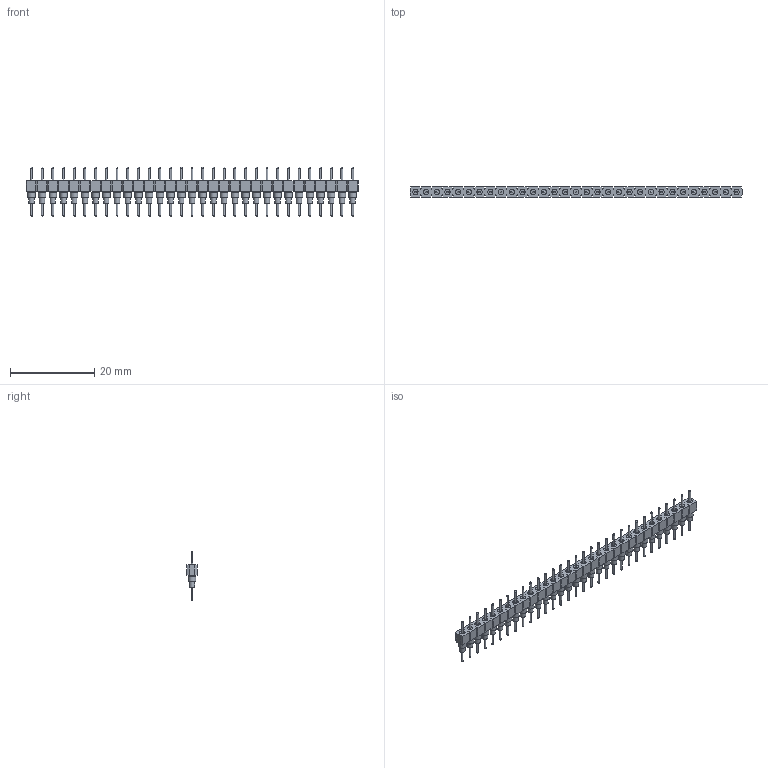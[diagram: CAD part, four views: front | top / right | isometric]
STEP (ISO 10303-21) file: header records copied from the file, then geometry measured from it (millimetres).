
FILE_DESCRIPTION(('FreeCAD Model'),'2;1');
FILE_NAME('Open CASCADE Shape Model','2025-01-12T11:49:40',(''),(''), 'Open CASCADE STEP processor 7.8','FreeCAD','Unknown');
FILE_SCHEMA(('AUTOMOTIVE_DESIGN { 1 0 10303 214 1 1 1 1 }'));
Length unit declared in the file: millimetre
Products named in the file (32): BBS-131-G-A_pins030; BBS-131-G-A_socket; BBS-131-G-A_pins; BBS-131-G-A_pins001; BBS-131-G-A_pins002; BBS-131-G-A_pins003; BBS-131-G-A_pins004; BBS-131-G-A_pins005; BBS-131-G-A_pins006; BBS-131-G-A_pins007; BBS-131-G-A_pins008; BBS-131-G-A_pins009; BBS-131-G-A_pins010; BBS-131-G-A_pins011; BBS-131-G-A_pins012; BBS-131-G-A_pins013; BBS-131-G-A_pins014; BBS-131-G-A_pins015; BBS-131-G-A_pins016; BBS-131-G-A_pins017; BBS-131-G-A_pins018; BBS-131-G-A_pins019; BBS-131-G-A_pins020; BBS-131-G-A_pins021; BBS-131-G-A_pins022; BBS-131-G-A_pins023; BBS-131-G-A_pins024; BBS-131-G-A_pins025; BBS-131-G-A_pins026; BBS-131-G-A_pins027; BBS-131-G-A_pins028; BBS-131-G-A_pins029
Bounding box: 78.74 x 2.44 x 11.68 mm (x, y, z)
Volume: 657.2 mm3; surface area: 2308.7 mm2
Topology: 32 solids, 32 shells, 562 faces, 1339 edges, 903 vertices
Faces by surface type: plane 314, cylinder 186, sphere 62
Full cylindrical faces by diameter (mm): 0.457 x62, 1.27 x93, 1.778 x31
Entity records: 16790 total; most frequent: CARTESIAN_POINT 3239, DIRECTION 2620, ORIENTED_EDGE 2554, EDGE_CURVE 1277, AXIS2_PLACEMENT_3D 1028, VERTEX_POINT 903, FACE_BOUND 748, EDGE_LOOP 748
